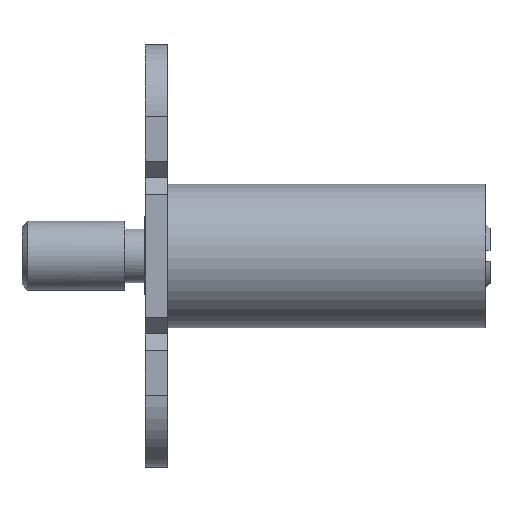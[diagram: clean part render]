
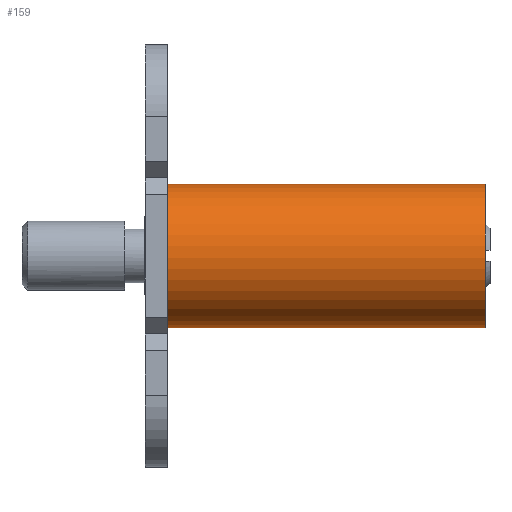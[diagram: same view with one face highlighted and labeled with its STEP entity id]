
A CAD part, top view. The second image highlights one B-rep face of the part: STEP entity #159.
In plain terms, the highlighted free-form (B-spline) face has degree [1, 3] with [2, 19] control points.
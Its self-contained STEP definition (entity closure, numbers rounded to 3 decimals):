
#37=B_SPLINE_SURFACE_WITH_KNOTS('',1,3,((#3273,#3274,#3275,#3276,#3277,
#3278,#3279,#3280,#3281,#3282,#3283,#3284,#3285,#3286,#3287,#3288,#3289,
#3290,#3291),(#3292,#3293,#3294,#3295,#3296,#3297,#3298,#3299,#3300,#3301,
#3302,#3303,#3304,#3305,#3306,#3307,#3308,#3309,#3310)),.UNSPECIFIED.,.F.,
 .F.,.F.,(2,2),(4,1,1,1,1,1,1,1,1,1,1,1,1,1,1,1,4),(0.,28.5),
(-34.243,-33.246,-32.189,-31.088,
-29.963,-28.838,-27.737,-26.68,-25.682,
-24.685,-23.628,-22.527,-21.402,
-20.277,-19.176,-18.119,-17.122),
 .UNSPECIFIED.);
#159=ADVANCED_FACE('',(#257),#37,.T.);
#257=FACE_OUTER_BOUND('',#361,.T.);
#361=EDGE_LOOP('',(#728,#729,#730,#731));
#728=ORIENTED_EDGE('',*,*,#1033,.F.);
#729=ORIENTED_EDGE('',*,*,#1034,.T.);
#730=ORIENTED_EDGE('',*,*,#1035,.T.);
#731=ORIENTED_EDGE('',*,*,#1052,.F.);
#1033=EDGE_CURVE('',#1435,#1458,#1192,.T.);
#1034=EDGE_CURVE('',#1435,#1446,#1193,.T.);
#1035=EDGE_CURVE('',#1446,#1459,#1194,.T.);
#1052=EDGE_CURVE('',#1458,#1459,#1202,.T.);
#1192=B_SPLINE_CURVE_WITH_KNOTS('',3,(#3699,#3700,#3701,#3702,#3703,#3704,
#3705,#3706,#3707,#3708,#3709,#3710,#3711,#3712,#3713,#3714,#3715,#3716,
#3717),.UNSPECIFIED.,.F.,.F.,(4,1,1,1,1,1,1,1,1,1,1,1,1,1,1,1,4),(-34.243,
-33.246,-32.189,-31.088,-29.963,
-28.838,-27.737,-26.68,-25.682,-24.685,
-23.628,-22.527,-21.402,-20.277,
-19.176,-18.119,-17.122),.UNSPECIFIED.);
#1193=B_SPLINE_CURVE_WITH_KNOTS('',1,(#3718,#3719),.UNSPECIFIED.,.F.,.F.,
(2,2),(0.,28.5),.UNSPECIFIED.);
#1194=B_SPLINE_CURVE_WITH_KNOTS('',3,(#3720,#3721,#3722,#3723,#3724,#3725,
#3726,#3727,#3728,#3729,#3730,#3731,#3732,#3733,#3734,#3735,#3736,#3737,
#3738),.UNSPECIFIED.,.F.,.F.,(4,1,1,1,1,1,1,1,1,1,1,1,1,1,1,1,4),(-34.243,
-33.246,-32.189,-31.088,-29.963,
-28.838,-27.737,-26.68,-25.682,-24.685,
-23.628,-22.527,-21.402,-20.277,
-19.176,-18.119,-17.122),.UNSPECIFIED.);
#1202=B_SPLINE_CURVE_WITH_KNOTS('',1,(#3890,#3891),.UNSPECIFIED.,.F.,.F.,
(2,2),(0.,28.5),.UNSPECIFIED.);
#1435=VERTEX_POINT('',#3465);
#1446=VERTEX_POINT('',#3476);
#1458=VERTEX_POINT('',#3488);
#1459=VERTEX_POINT('',#3489);
#3273=CARTESIAN_POINT('',(266.309,327.667,115.651));
#3274=CARTESIAN_POINT('',(266.309,327.667,116.045));
#3275=CARTESIAN_POINT('',(266.309,327.592,116.855));
#3276=CARTESIAN_POINT('',(266.309,327.247,118.057));
#3277=CARTESIAN_POINT('',(266.309,326.648,119.213));
#3278=CARTESIAN_POINT('',(266.309,325.81,120.245));
#3279=CARTESIAN_POINT('',(266.309,324.779,121.083));
#3280=CARTESIAN_POINT('',(266.309,323.623,121.681));
#3281=CARTESIAN_POINT('',(266.309,322.421,122.027));
#3282=CARTESIAN_POINT('',(266.309,321.217,122.137));
#3283=CARTESIAN_POINT('',(266.309,320.013,122.027));
#3284=CARTESIAN_POINT('',(266.309,318.811,121.681));
#3285=CARTESIAN_POINT('',(266.309,317.655,121.083));
#3286=CARTESIAN_POINT('',(266.309,316.623,120.245));
#3287=CARTESIAN_POINT('',(266.309,315.785,119.213));
#3288=CARTESIAN_POINT('',(266.309,315.187,118.057));
#3289=CARTESIAN_POINT('',(266.309,314.841,116.855));
#3290=CARTESIAN_POINT('',(266.309,314.767,116.045));
#3291=CARTESIAN_POINT('',(266.309,314.767,115.651));
#3292=CARTESIAN_POINT('',(294.809,327.667,115.651));
#3293=CARTESIAN_POINT('',(294.809,327.667,116.045));
#3294=CARTESIAN_POINT('',(294.809,327.592,116.855));
#3295=CARTESIAN_POINT('',(294.809,327.247,118.057));
#3296=CARTESIAN_POINT('',(294.809,326.648,119.213));
#3297=CARTESIAN_POINT('',(294.809,325.81,120.245));
#3298=CARTESIAN_POINT('',(294.809,324.779,121.083));
#3299=CARTESIAN_POINT('',(294.809,323.623,121.681));
#3300=CARTESIAN_POINT('',(294.809,322.421,122.027));
#3301=CARTESIAN_POINT('',(294.809,321.217,122.137));
#3302=CARTESIAN_POINT('',(294.809,320.013,122.027));
#3303=CARTESIAN_POINT('',(294.809,318.811,121.681));
#3304=CARTESIAN_POINT('',(294.809,317.655,121.083));
#3305=CARTESIAN_POINT('',(294.809,316.623,120.245));
#3306=CARTESIAN_POINT('',(294.809,315.785,119.213));
#3307=CARTESIAN_POINT('',(294.809,315.187,118.057));
#3308=CARTESIAN_POINT('',(294.809,314.841,116.855));
#3309=CARTESIAN_POINT('',(294.809,314.767,116.045));
#3310=CARTESIAN_POINT('',(294.809,314.767,115.651));
#3465=CARTESIAN_POINT('',(266.309,327.667,115.651));
#3476=CARTESIAN_POINT('',(294.809,327.667,115.651));
#3488=CARTESIAN_POINT('',(266.309,314.767,115.651));
#3489=CARTESIAN_POINT('',(294.809,314.767,115.651));
#3699=CARTESIAN_POINT('',(266.309,327.667,115.651));
#3700=CARTESIAN_POINT('',(266.309,327.667,116.045));
#3701=CARTESIAN_POINT('',(266.309,327.592,116.855));
#3702=CARTESIAN_POINT('',(266.309,327.247,118.057));
#3703=CARTESIAN_POINT('',(266.309,326.648,119.213));
#3704=CARTESIAN_POINT('',(266.309,325.81,120.245));
#3705=CARTESIAN_POINT('',(266.309,324.779,121.083));
#3706=CARTESIAN_POINT('',(266.309,323.623,121.681));
#3707=CARTESIAN_POINT('',(266.309,322.421,122.027));
#3708=CARTESIAN_POINT('',(266.309,321.217,122.137));
#3709=CARTESIAN_POINT('',(266.309,320.013,122.027));
#3710=CARTESIAN_POINT('',(266.309,318.811,121.681));
#3711=CARTESIAN_POINT('',(266.309,317.655,121.083));
#3712=CARTESIAN_POINT('',(266.309,316.623,120.245));
#3713=CARTESIAN_POINT('',(266.309,315.785,119.213));
#3714=CARTESIAN_POINT('',(266.309,315.187,118.057));
#3715=CARTESIAN_POINT('',(266.309,314.841,116.855));
#3716=CARTESIAN_POINT('',(266.309,314.767,116.045));
#3717=CARTESIAN_POINT('',(266.309,314.767,115.651));
#3718=CARTESIAN_POINT('',(266.309,327.667,115.651));
#3719=CARTESIAN_POINT('',(294.809,327.667,115.651));
#3720=CARTESIAN_POINT('',(294.809,327.667,115.651));
#3721=CARTESIAN_POINT('',(294.809,327.667,116.045));
#3722=CARTESIAN_POINT('',(294.809,327.592,116.855));
#3723=CARTESIAN_POINT('',(294.809,327.247,118.057));
#3724=CARTESIAN_POINT('',(294.809,326.648,119.213));
#3725=CARTESIAN_POINT('',(294.809,325.81,120.245));
#3726=CARTESIAN_POINT('',(294.809,324.779,121.083));
#3727=CARTESIAN_POINT('',(294.809,323.623,121.681));
#3728=CARTESIAN_POINT('',(294.809,322.421,122.027));
#3729=CARTESIAN_POINT('',(294.809,321.217,122.137));
#3730=CARTESIAN_POINT('',(294.809,320.013,122.027));
#3731=CARTESIAN_POINT('',(294.809,318.811,121.681));
#3732=CARTESIAN_POINT('',(294.809,317.655,121.083));
#3733=CARTESIAN_POINT('',(294.809,316.623,120.245));
#3734=CARTESIAN_POINT('',(294.809,315.785,119.213));
#3735=CARTESIAN_POINT('',(294.809,315.187,118.057));
#3736=CARTESIAN_POINT('',(294.809,314.841,116.855));
#3737=CARTESIAN_POINT('',(294.809,314.767,116.045));
#3738=CARTESIAN_POINT('',(294.809,314.767,115.651));
#3890=CARTESIAN_POINT('',(266.309,314.767,115.651));
#3891=CARTESIAN_POINT('',(294.809,314.767,115.651));
